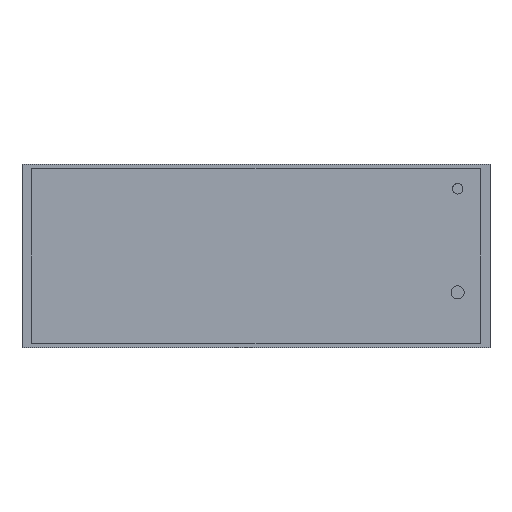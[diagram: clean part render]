
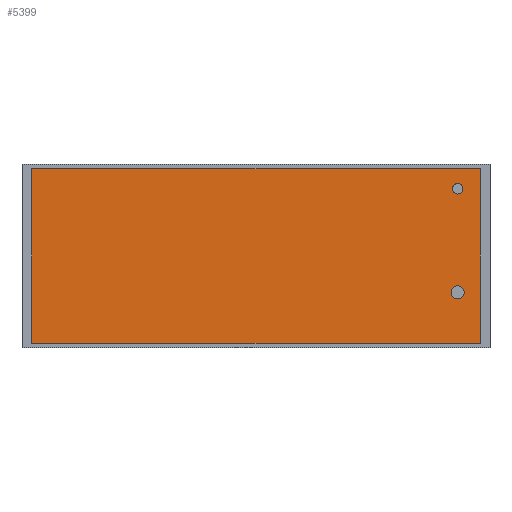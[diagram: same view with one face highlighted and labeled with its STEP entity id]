
A CAD part, front view. The second image highlights one B-rep face of the part: STEP entity #5399.
In plain terms, the highlighted planar face has unit normal (0, -1, 0).
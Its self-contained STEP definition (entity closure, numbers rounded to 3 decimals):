
#48=CIRCLE('',#5767,20.);
#50=CIRCLE('',#5771,25.);
#99=FACE_BOUND('',#512,.T.);
#100=FACE_BOUND('',#513,.T.);
#179=FACE_OUTER_BOUND('',#511,.T.);
#511=EDGE_LOOP('',(#3708,#3709,#3710,#3711));
#512=EDGE_LOOP('',(#3712));
#513=EDGE_LOOP('',(#3713));
#894=LINE('',#7731,#1621);
#896=LINE('',#7735,#1623);
#898=LINE('',#7739,#1625);
#900=LINE('',#7742,#1627);
#1621=VECTOR('',#6261,10.);
#1623=VECTOR('',#6265,10.);
#1625=VECTOR('',#6269,10.);
#1627=VECTOR('',#6273,10.);
#2310=VERTEX_POINT('',#7674);
#2312=VERTEX_POINT('',#7681);
#2325=VERTEX_POINT('',#7728);
#2326=VERTEX_POINT('',#7730);
#2327=VERTEX_POINT('',#7734);
#2328=VERTEX_POINT('',#7738);
#2833=EDGE_CURVE('',#2310,#2310,#48,.T.);
#2836=EDGE_CURVE('',#2312,#2312,#50,.T.);
#2858=EDGE_CURVE('',#2326,#2325,#894,.T.);
#2860=EDGE_CURVE('',#2327,#2326,#896,.T.);
#2862=EDGE_CURVE('',#2328,#2327,#898,.T.);
#2864=EDGE_CURVE('',#2325,#2328,#900,.T.);
#3708=ORIENTED_EDGE('',*,*,#2864,.T.);
#3709=ORIENTED_EDGE('',*,*,#2862,.T.);
#3710=ORIENTED_EDGE('',*,*,#2860,.T.);
#3711=ORIENTED_EDGE('',*,*,#2858,.T.);
#3712=ORIENTED_EDGE('',*,*,#2833,.T.);
#3713=ORIENTED_EDGE('',*,*,#2836,.T.);
#5085=PLANE('',#5787);
#5399=ADVANCED_FACE('',(#179,#99,#100),#5085,.T.);
#5767=AXIS2_PLACEMENT_3D('',#7676,#6205,#6206);
#5771=AXIS2_PLACEMENT_3D('',#7683,#6214,#6215);
#5787=AXIS2_PLACEMENT_3D('',#7743,#6274,#6275);
#6205=DIRECTION('center_axis',(0.,1.,0.));
#6206=DIRECTION('ref_axis',(1.,0.,0.));
#6214=DIRECTION('center_axis',(0.,1.,0.));
#6215=DIRECTION('ref_axis',(1.,0.,0.));
#6261=DIRECTION('',(0.,0.,1.));
#6265=DIRECTION('',(1.,0.,0.));
#6269=DIRECTION('',(0.,0.,-1.));
#6273=DIRECTION('',(-1.,0.,0.));
#6274=DIRECTION('center_axis',(0.,-1.,0.));
#6275=DIRECTION('ref_axis',(0.,0.,-1.));
#7674=CARTESIAN_POINT('',(745.,-370.,255.));
#7676=CARTESIAN_POINT('Origin',(765.,-370.,255.));
#7681=CARTESIAN_POINT('',(740.,-370.,-138.));
#7683=CARTESIAN_POINT('Origin',(765.,-370.,-138.));
#7728=CARTESIAN_POINT('',(850.,-370.,330.));
#7730=CARTESIAN_POINT('',(850.,-370.,-330.));
#7731=CARTESIAN_POINT('',(850.,-370.,330.));
#7734=CARTESIAN_POINT('',(-850.,-370.,-330.));
#7735=CARTESIAN_POINT('',(850.,-370.,-330.));
#7738=CARTESIAN_POINT('',(-850.,-370.,330.));
#7739=CARTESIAN_POINT('',(-850.,-370.,-330.));
#7742=CARTESIAN_POINT('',(-850.,-370.,330.));
#7743=CARTESIAN_POINT('Origin',(0.,-370.,0.));
